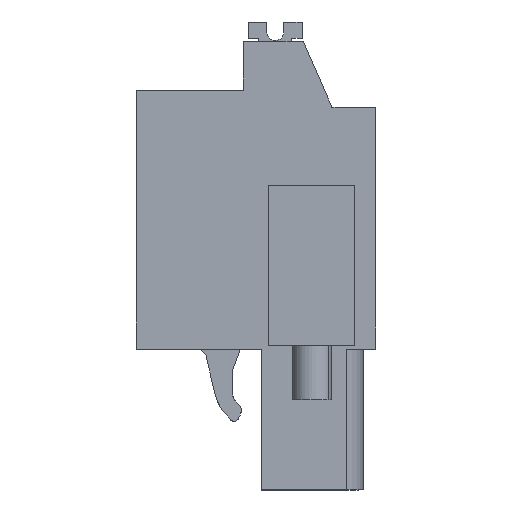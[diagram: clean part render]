
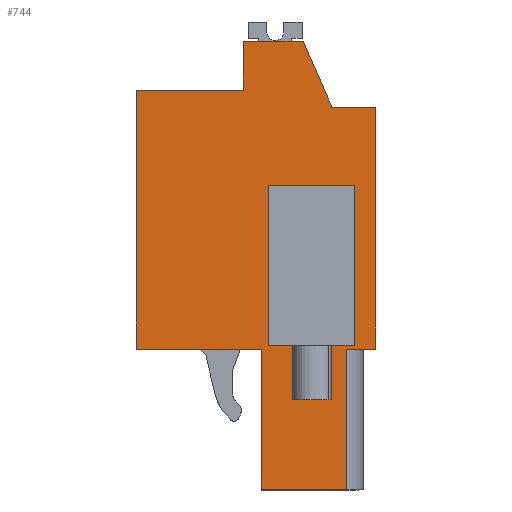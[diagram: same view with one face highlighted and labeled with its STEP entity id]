
A CAD part, left-side view. The second image highlights one B-rep face of the part: STEP entity #744.
In plain terms, the highlighted planar face has unit normal (-1, 0, 0).
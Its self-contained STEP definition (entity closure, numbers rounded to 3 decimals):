
#626=AXIS2_PLACEMENT_3D('Plane Axis2P3D',#623,#624,#625) ;
#42=CARTESIAN_POINT('Vertex',(4.9,7.85,26.59)) ;
#45=CARTESIAN_POINT('Line Origine',(4.9,6.075,26.59)) ;
#49=CARTESIAN_POINT('Vertex',(4.9,4.3,26.59)) ;
#517=CARTESIAN_POINT('Vertex',(4.9,7.85,23.69)) ;
#520=CARTESIAN_POINT('Line Origine',(4.9,7.85,25.14)) ;
#623=CARTESIAN_POINT('Axis2P3D Location',(4.9,6.8,8.35)) ;
#628=CARTESIAN_POINT('Line Origine',(4.9,1.725,4.175)) ;
#632=CARTESIAN_POINT('Vertex',(4.9,1.725,8.35)) ;
#634=CARTESIAN_POINT('Vertex',(4.9,1.725,0.)) ;
#637=CARTESIAN_POINT('Line Origine',(4.9,0.862,8.35)) ;
#641=CARTESIAN_POINT('Vertex',(4.9,0.,8.35)) ;
#644=CARTESIAN_POINT('Line Origine',(4.9,0.,15.52)) ;
#648=CARTESIAN_POINT('Vertex',(4.9,0.,22.69)) ;
#651=CARTESIAN_POINT('Line Origine',(4.9,1.3,22.69)) ;
#655=CARTESIAN_POINT('Vertex',(4.9,2.6,22.69)) ;
#658=CARTESIAN_POINT('Line Origine',(4.9,3.45,24.64)) ;
#663=CARTESIAN_POINT('Line Origine',(4.9,11.025,23.69)) ;
#667=CARTESIAN_POINT('Vertex',(4.9,14.2,23.69)) ;
#670=CARTESIAN_POINT('Line Origine',(4.9,14.2,16.02)) ;
#674=CARTESIAN_POINT('Vertex',(4.9,14.2,8.35)) ;
#677=CARTESIAN_POINT('Line Origine',(4.9,10.485,8.35)) ;
#681=CARTESIAN_POINT('Vertex',(4.9,6.771,8.35)) ;
#684=CARTESIAN_POINT('Line Origine',(4.9,6.771,4.175)) ;
#688=CARTESIAN_POINT('Vertex',(4.9,6.771,0.)) ;
#691=CARTESIAN_POINT('Line Origine',(4.9,4.248,0.)) ;
#710=CARTESIAN_POINT('Line Origine',(4.9,3.8,8.55)) ;
#714=CARTESIAN_POINT('Vertex',(4.9,6.35,8.55)) ;
#716=CARTESIAN_POINT('Vertex',(4.9,1.25,8.55)) ;
#719=CARTESIAN_POINT('Line Origine',(4.9,6.35,13.3)) ;
#723=CARTESIAN_POINT('Vertex',(4.9,6.35,18.05)) ;
#726=CARTESIAN_POINT('Line Origine',(4.9,3.8,18.05)) ;
#730=CARTESIAN_POINT('Vertex',(4.9,1.25,18.05)) ;
#733=CARTESIAN_POINT('Line Origine',(4.9,1.25,13.3)) ;
#46=DIRECTION('Vector Direction',(0.,1.,0.)) ;
#521=DIRECTION('Vector Direction',(0.,0.,-1.)) ;
#624=DIRECTION('Axis2P3D Direction',(1.,0.,0.)) ;
#625=DIRECTION('Axis2P3D XDirection',(0.,1.,0.)) ;
#629=DIRECTION('Vector Direction',(0.,0.,-1.)) ;
#638=DIRECTION('Vector Direction',(0.,-1.,0.)) ;
#645=DIRECTION('Vector Direction',(0.,0.,-1.)) ;
#652=DIRECTION('Vector Direction',(0.,1.,0.)) ;
#659=DIRECTION('Vector Direction',(0.,0.4,0.917)) ;
#664=DIRECTION('Vector Direction',(0.,1.,0.)) ;
#671=DIRECTION('Vector Direction',(0.,0.,1.)) ;
#678=DIRECTION('Vector Direction',(0.,1.,0.)) ;
#685=DIRECTION('Vector Direction',(0.,0.,-1.)) ;
#692=DIRECTION('Vector Direction',(0.,1.,0.)) ;
#711=DIRECTION('Vector Direction',(0.,-1.,0.)) ;
#720=DIRECTION('Vector Direction',(0.,0.,-1.)) ;
#727=DIRECTION('Vector Direction',(0.,-1.,0.)) ;
#734=DIRECTION('Vector Direction',(0.,0.,-1.)) ;
#47=VECTOR('Line Direction',#46,1.) ;
#522=VECTOR('Line Direction',#521,1.) ;
#630=VECTOR('Line Direction',#629,1.) ;
#639=VECTOR('Line Direction',#638,1.) ;
#646=VECTOR('Line Direction',#645,1.) ;
#653=VECTOR('Line Direction',#652,1.) ;
#660=VECTOR('Line Direction',#659,1.) ;
#665=VECTOR('Line Direction',#664,1.) ;
#672=VECTOR('Line Direction',#671,1.) ;
#679=VECTOR('Line Direction',#678,1.) ;
#686=VECTOR('Line Direction',#685,1.) ;
#693=VECTOR('Line Direction',#692,1.) ;
#712=VECTOR('Line Direction',#711,1.) ;
#721=VECTOR('Line Direction',#720,1.) ;
#728=VECTOR('Line Direction',#727,1.) ;
#735=VECTOR('Line Direction',#734,1.) ;
#697=ORIENTED_EDGE('',*,*,#636,.F.) ;
#698=ORIENTED_EDGE('',*,*,#643,.F.) ;
#699=ORIENTED_EDGE('',*,*,#650,.F.) ;
#700=ORIENTED_EDGE('',*,*,#657,.T.) ;
#701=ORIENTED_EDGE('',*,*,#662,.T.) ;
#702=ORIENTED_EDGE('',*,*,#51,.T.) ;
#703=ORIENTED_EDGE('',*,*,#524,.T.) ;
#704=ORIENTED_EDGE('',*,*,#669,.T.) ;
#705=ORIENTED_EDGE('',*,*,#676,.F.) ;
#706=ORIENTED_EDGE('',*,*,#683,.F.) ;
#707=ORIENTED_EDGE('',*,*,#690,.T.) ;
#708=ORIENTED_EDGE('',*,*,#695,.F.) ;
#739=ORIENTED_EDGE('',*,*,#718,.F.) ;
#740=ORIENTED_EDGE('',*,*,#725,.F.) ;
#741=ORIENTED_EDGE('',*,*,#732,.F.) ;
#742=ORIENTED_EDGE('',*,*,#737,.T.) ;
#743=FACE_BOUND('',#738,.T.) ;
#744=ADVANCED_FACE('HOUSING',(#709,#743),#627,.F.) ;
#51=EDGE_CURVE('',#50,#43,#48,.T.) ;
#524=EDGE_CURVE('',#43,#518,#523,.T.) ;
#636=EDGE_CURVE('',#633,#635,#631,.T.) ;
#643=EDGE_CURVE('',#642,#633,#640,.F.) ;
#650=EDGE_CURVE('',#649,#642,#647,.T.) ;
#657=EDGE_CURVE('',#649,#656,#654,.T.) ;
#662=EDGE_CURVE('',#656,#50,#661,.T.) ;
#669=EDGE_CURVE('',#518,#668,#666,.T.) ;
#676=EDGE_CURVE('',#675,#668,#673,.T.) ;
#683=EDGE_CURVE('',#682,#675,#680,.T.) ;
#690=EDGE_CURVE('',#682,#689,#687,.T.) ;
#695=EDGE_CURVE('',#635,#689,#694,.T.) ;
#718=EDGE_CURVE('',#715,#717,#713,.T.) ;
#725=EDGE_CURVE('',#724,#715,#722,.T.) ;
#732=EDGE_CURVE('',#731,#724,#729,.F.) ;
#737=EDGE_CURVE('',#731,#717,#736,.T.) ;
#696=EDGE_LOOP('',(#697,#698,#699,#700,#701,#702,#703,#704,#705,#706,#707,#708)) ;
#738=EDGE_LOOP('',(#739,#740,#741,#742)) ;
#709=FACE_OUTER_BOUND('',#696,.T.) ;
#48=LINE('Line',#45,#47) ;
#523=LINE('Line',#520,#522) ;
#631=LINE('Line',#628,#630) ;
#640=LINE('Line',#637,#639) ;
#647=LINE('Line',#644,#646) ;
#654=LINE('Line',#651,#653) ;
#661=LINE('Line',#658,#660) ;
#666=LINE('Line',#663,#665) ;
#673=LINE('Line',#670,#672) ;
#680=LINE('Line',#677,#679) ;
#687=LINE('Line',#684,#686) ;
#694=LINE('Line',#691,#693) ;
#713=LINE('Line',#710,#712) ;
#722=LINE('Line',#719,#721) ;
#729=LINE('Line',#726,#728) ;
#736=LINE('Line',#733,#735) ;
#627=PLANE('',#626) ;
#43=VERTEX_POINT('',#42) ;
#50=VERTEX_POINT('',#49) ;
#518=VERTEX_POINT('',#517) ;
#633=VERTEX_POINT('',#632) ;
#635=VERTEX_POINT('',#634) ;
#642=VERTEX_POINT('',#641) ;
#649=VERTEX_POINT('',#648) ;
#656=VERTEX_POINT('',#655) ;
#668=VERTEX_POINT('',#667) ;
#675=VERTEX_POINT('',#674) ;
#682=VERTEX_POINT('',#681) ;
#689=VERTEX_POINT('',#688) ;
#715=VERTEX_POINT('',#714) ;
#717=VERTEX_POINT('',#716) ;
#724=VERTEX_POINT('',#723) ;
#731=VERTEX_POINT('',#730) ;
